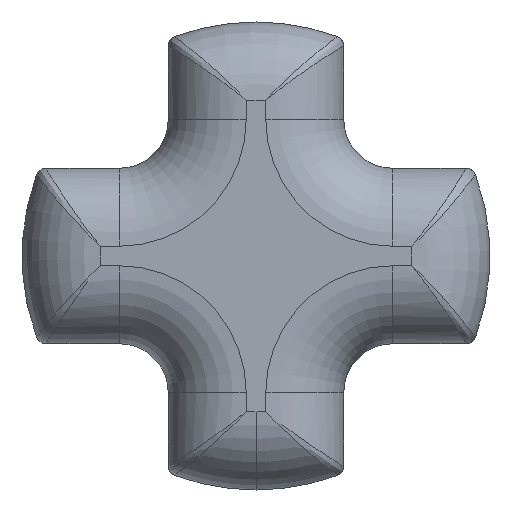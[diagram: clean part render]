
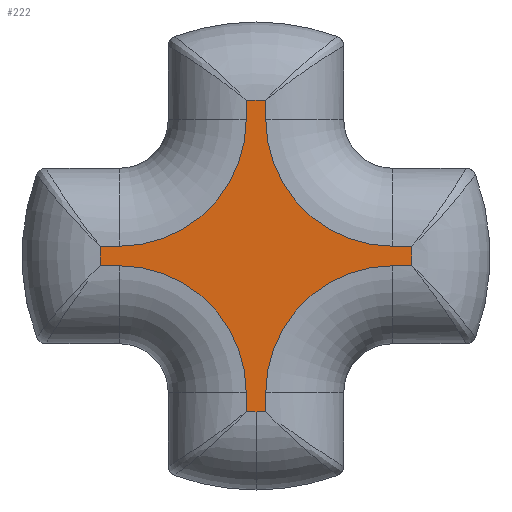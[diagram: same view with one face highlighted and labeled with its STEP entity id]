
A CAD part, left-side view. The second image highlights one B-rep face of the part: STEP entity #222.
In plain terms, the highlighted planar face has unit normal (-1, 0, 0).
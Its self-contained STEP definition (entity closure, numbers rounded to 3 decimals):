
#22 = EDGE_CURVE ( 'NONE', #2379, #40, #1834, .T. ) ;
#40 = VERTEX_POINT ( 'NONE', #2407 ) ;
#48 = VERTEX_POINT ( 'NONE', #1436 ) ;
#66 = VERTEX_POINT ( 'NONE', #1626 ) ;
#91 = DIRECTION ( 'NONE',  ( -1., 0., 0. ) ) ;
#120 = CARTESIAN_POINT ( 'NONE',  ( 0., 1.597, -0.1 ) ) ;
#132 = ORIENTED_EDGE ( 'NONE', *, *, #229, .T. ) ;
#148 = VECTOR ( 'NONE', #1078, 1000. ) ;
#155 = DIRECTION ( 'NONE',  ( 0., 0., -1. ) ) ;
#171 = DIRECTION ( 'NONE',  ( -1., 0., 0. ) ) ;
#222 = ADVANCED_FACE ( 'NONE', ( #1411 ), #929, .F. ) ;
#226 = VERTEX_POINT ( 'NONE', #537 ) ;
#229 = EDGE_CURVE ( 'NONE', #1091, #226, #372, .T. ) ;
#250 = EDGE_CURVE ( 'NONE', #1577, #1170, #1223, .T. ) ;
#255 = VERTEX_POINT ( 'NONE', #1189 ) ;
#257 = VECTOR ( 'NONE', #1036, 1000. ) ;
#312 = CIRCLE ( 'NONE', #836, 1.6 ) ;
#313 = EDGE_CURVE ( 'NONE', #66, #1290, #312, .T. ) ;
#334 = ORIENTED_EDGE ( 'NONE', *, *, #1566, .T. ) ;
#336 = CARTESIAN_POINT ( 'NONE',  ( 0., 1.4, 1.4 ) ) ;
#354 = VECTOR ( 'NONE', #1987, 1000. ) ;
#358 = ORIENTED_EDGE ( 'NONE', *, *, #1711, .T. ) ;
#365 = EDGE_CURVE ( 'NONE', #1520, #1725, #2129, .T. ) ;
#372 = LINE ( 'NONE', #1524, #1797 ) ;
#425 = CARTESIAN_POINT ( 'NONE',  ( 0., 0.1, 0. ) ) ;
#433 = CARTESIAN_POINT ( 'NONE',  ( 0., 1.4, 0.1 ) ) ;
#450 = CARTESIAN_POINT ( 'NONE',  ( 0., 0., -1.6 ) ) ;
#478 = AXIS2_PLACEMENT_3D ( 'NONE', #496, #1857, #691 ) ;
#496 = CARTESIAN_POINT ( 'NONE',  ( 0., 0., 0. ) ) ;
#520 = DIRECTION ( 'NONE',  ( 0., 0., -1. ) ) ;
#537 = CARTESIAN_POINT ( 'NONE',  ( 0., -0.1, 1.597 ) ) ;
#569 = ORIENTED_EDGE ( 'NONE', *, *, #1776, .T. ) ;
#593 = ORIENTED_EDGE ( 'NONE', *, *, #1913, .T. ) ;
#611 = CARTESIAN_POINT ( 'NONE',  ( 0., 0.1, 1.4 ) ) ;
#632 = CARTESIAN_POINT ( 'NONE',  ( 0., 0., -0.1 ) ) ;
#652 = ORIENTED_EDGE ( 'NONE', *, *, #1949, .T. ) ;
#667 = CARTESIAN_POINT ( 'NONE',  ( 0., -1.4, 1.4 ) ) ;
#668 = EDGE_CURVE ( 'NONE', #226, #1868, #2090, .T. ) ;
#679 = CARTESIAN_POINT ( 'NONE',  ( 0., -1.4, 0.1 ) ) ;
#681 = VERTEX_POINT ( 'NONE', #1467 ) ;
#691 = DIRECTION ( 'NONE',  ( 0., 0., -1. ) ) ;
#694 = VECTOR ( 'NONE', #2509, 1000. ) ;
#698 = LINE ( 'NONE', #425, #1230 ) ;
#730 = DIRECTION ( 'NONE',  ( -1., 0., 0. ) ) ;
#732 = DIRECTION ( 'NONE',  ( 0., 0., 1. ) ) ;
#752 = AXIS2_PLACEMENT_3D ( 'NONE', #1012, #2384, #1214 ) ;
#836 = AXIS2_PLACEMENT_3D ( 'NONE', #1900, #730, #2091 ) ;
#840 = AXIS2_PLACEMENT_3D ( 'NONE', #667, #2022, #861 ) ;
#856 = CIRCLE ( 'NONE', #840, 1.3 ) ;
#861 = DIRECTION ( 'NONE',  ( 0., 0., -1. ) ) ;
#867 = CARTESIAN_POINT ( 'NONE',  ( 0., 1.4, -1.4 ) ) ;
#869 = ORIENTED_EDGE ( 'NONE', *, *, #2351, .T. ) ;
#894 = ORIENTED_EDGE ( 'NONE', *, *, #2423, .T. ) ;
#917 = VERTEX_POINT ( 'NONE', #1604 ) ;
#919 = CARTESIAN_POINT ( 'NONE',  ( 0., -1.597, 0.1 ) ) ;
#929 = PLANE ( 'NONE',  #954 ) ;
#954 = AXIS2_PLACEMENT_3D ( 'NONE', #2092, #1327, #155 ) ;
#1012 = CARTESIAN_POINT ( 'NONE',  ( 0., 0., 0. ) ) ;
#1016 = CARTESIAN_POINT ( 'NONE',  ( 0., -1.4, -1.4 ) ) ;
#1036 = DIRECTION ( 'NONE',  ( 0., 0., 1. ) ) ;
#1061 = DIRECTION ( 'NONE',  ( 0., 0., -1. ) ) ;
#1073 = ORIENTED_EDGE ( 'NONE', *, *, #22, .T. ) ;
#1078 = DIRECTION ( 'NONE',  ( 0., 1., 0. ) ) ;
#1091 = VERTEX_POINT ( 'NONE', #1246 ) ;
#1112 = DIRECTION ( 'NONE',  ( 0., 0., -1. ) ) ;
#1117 = DIRECTION ( 'NONE',  ( 0., -1., 0. ) ) ;
#1148 = CARTESIAN_POINT ( 'NONE',  ( 0., 0.1, -1.597 ) ) ;
#1149 = AXIS2_PLACEMENT_3D ( 'NONE', #1016, #2391, #1217 ) ;
#1170 = VERTEX_POINT ( 'NONE', #679 ) ;
#1189 = CARTESIAN_POINT ( 'NONE',  ( 0., 1.4, -0.1 ) ) ;
#1214 = DIRECTION ( 'NONE',  ( 0., 0., -1. ) ) ;
#1217 = DIRECTION ( 'NONE',  ( 0., 0., -1. ) ) ;
#1223 = LINE ( 'NONE', #1337, #694 ) ;
#1230 = VECTOR ( 'NONE', #1782, 1000. ) ;
#1238 = CARTESIAN_POINT ( 'NONE',  ( 0., -0.1, 0. ) ) ;
#1241 = CARTESIAN_POINT ( 'NONE',  ( 0., 0.1, 1.597 ) ) ;
#1246 = CARTESIAN_POINT ( 'NONE',  ( 0., -0.1, 1.4 ) ) ;
#1268 = CARTESIAN_POINT ( 'NONE',  ( 0., 0., 0. ) ) ;
#1290 = VERTEX_POINT ( 'NONE', #120 ) ;
#1327 = DIRECTION ( 'NONE',  ( 1., 0., 0. ) ) ;
#1337 = CARTESIAN_POINT ( 'NONE',  ( 0., 0., 0.1 ) ) ;
#1344 = CARTESIAN_POINT ( 'NONE',  ( 0., 0., 0. ) ) ;
#1346 = LINE ( 'NONE', #1238, #257 ) ;
#1366 = AXIS2_PLACEMENT_3D ( 'NONE', #1268, #91, #1464 ) ;
#1374 = EDGE_CURVE ( 'NONE', #1798, #681, #2167, .T. ) ;
#1388 = VERTEX_POINT ( 'NONE', #1148 ) ;
#1400 = ORIENTED_EDGE ( 'NONE', *, *, #250, .T. ) ;
#1411 = FACE_OUTER_BOUND ( 'NONE', #2197, .T. ) ;
#1417 = LINE ( 'NONE', #2285, #1859 ) ;
#1436 = CARTESIAN_POINT ( 'NONE',  ( 0., -0.1, -1.4 ) ) ;
#1464 = DIRECTION ( 'NONE',  ( 0., 0., -1. ) ) ;
#1467 = CARTESIAN_POINT ( 'NONE',  ( 0., -0.1, -1.597 ) ) ;
#1484 = AXIS2_PLACEMENT_3D ( 'NONE', #336, #1693, #520 ) ;
#1495 = CIRCLE ( 'NONE', #1149, 1.3 ) ;
#1499 = ORIENTED_EDGE ( 'NONE', *, *, #1691, .T. ) ;
#1510 = LINE ( 'NONE', #2078, #2485 ) ;
#1520 = VERTEX_POINT ( 'NONE', #611 ) ;
#1524 = CARTESIAN_POINT ( 'NONE',  ( 0., -0.1, 0. ) ) ;
#1540 = DIRECTION ( 'NONE',  ( 0., 0., -1. ) ) ;
#1566 = EDGE_CURVE ( 'NONE', #1290, #255, #1417, .T. ) ;
#1577 = VERTEX_POINT ( 'NONE', #919 ) ;
#1604 = CARTESIAN_POINT ( 'NONE',  ( 0., 0.1, -1.4 ) ) ;
#1626 = CARTESIAN_POINT ( 'NONE',  ( 0., 1.597, 0.1 ) ) ;
#1637 = AXIS2_PLACEMENT_3D ( 'NONE', #1344, #171, #1540 ) ;
#1677 = CIRCLE ( 'NONE', #1829, 1.3 ) ;
#1691 = EDGE_CURVE ( 'NONE', #917, #1388, #698, .T. ) ;
#1693 = DIRECTION ( 'NONE',  ( 1., 0., 0. ) ) ;
#1708 = LINE ( 'NONE', #2447, #148 ) ;
#1711 = EDGE_CURVE ( 'NONE', #40, #1577, #2200, .T. ) ;
#1725 = VERTEX_POINT ( 'NONE', #433 ) ;
#1776 = EDGE_CURVE ( 'NONE', #48, #2379, #1495, .T. ) ;
#1782 = DIRECTION ( 'NONE',  ( 0., 0., -1. ) ) ;
#1797 = VECTOR ( 'NONE', #732, 1000. ) ;
#1798 = VERTEX_POINT ( 'NONE', #450 ) ;
#1829 = AXIS2_PLACEMENT_3D ( 'NONE', #867, #2229, #1061 ) ;
#1834 = LINE ( 'NONE', #632, #354 ) ;
#1841 = CARTESIAN_POINT ( 'NONE',  ( 0., -1.4, -0.1 ) ) ;
#1857 = DIRECTION ( 'NONE',  ( -1., 0., 0. ) ) ;
#1859 = VECTOR ( 'NONE', #1117, 1000. ) ;
#1868 = VERTEX_POINT ( 'NONE', #1241 ) ;
#1900 = CARTESIAN_POINT ( 'NONE',  ( 0., 0., 0. ) ) ;
#1907 = ORIENTED_EDGE ( 'NONE', *, *, #365, .T. ) ;
#1913 = EDGE_CURVE ( 'NONE', #1170, #1091, #856, .T. ) ;
#1949 = EDGE_CURVE ( 'NONE', #1388, #1798, #2282, .T. ) ;
#1987 = DIRECTION ( 'NONE',  ( 0., -1., 0. ) ) ;
#1997 = EDGE_CURVE ( 'NONE', #1725, #66, #1708, .T. ) ;
#2022 = DIRECTION ( 'NONE',  ( 1., 0., 0. ) ) ;
#2078 = CARTESIAN_POINT ( 'NONE',  ( 0., 0.1, 0. ) ) ;
#2087 = ORIENTED_EDGE ( 'NONE', *, *, #668, .T. ) ;
#2090 = CIRCLE ( 'NONE', #478, 1.6 ) ;
#2091 = DIRECTION ( 'NONE',  ( 0., 0., -1. ) ) ;
#2092 = CARTESIAN_POINT ( 'NONE',  ( 0., 0., 0. ) ) ;
#2129 = CIRCLE ( 'NONE', #1484, 1.3 ) ;
#2167 = CIRCLE ( 'NONE', #1637, 1.6 ) ;
#2173 = ORIENTED_EDGE ( 'NONE', *, *, #2293, .T. ) ;
#2197 = EDGE_LOOP ( 'NONE', ( #2173, #569, #1073, #358, #1400, #593, #132, #2087, #894, #1907, #2459, #2302, #334, #869, #1499, #652, #2472 ) ) ;
#2200 = CIRCLE ( 'NONE', #752, 1.6 ) ;
#2229 = DIRECTION ( 'NONE',  ( 1., 0., 0. ) ) ;
#2282 = CIRCLE ( 'NONE', #1366, 1.6 ) ;
#2285 = CARTESIAN_POINT ( 'NONE',  ( 0., 0., -0.1 ) ) ;
#2293 = EDGE_CURVE ( 'NONE', #681, #48, #1346, .T. ) ;
#2302 = ORIENTED_EDGE ( 'NONE', *, *, #313, .T. ) ;
#2351 = EDGE_CURVE ( 'NONE', #255, #917, #1677, .T. ) ;
#2379 = VERTEX_POINT ( 'NONE', #1841 ) ;
#2384 = DIRECTION ( 'NONE',  ( -1., 0., 0. ) ) ;
#2391 = DIRECTION ( 'NONE',  ( 1., 0., 0. ) ) ;
#2407 = CARTESIAN_POINT ( 'NONE',  ( 0., -1.597, -0.1 ) ) ;
#2423 = EDGE_CURVE ( 'NONE', #1868, #1520, #1510, .T. ) ;
#2447 = CARTESIAN_POINT ( 'NONE',  ( 0., 0., 0.1 ) ) ;
#2459 = ORIENTED_EDGE ( 'NONE', *, *, #1997, .T. ) ;
#2472 = ORIENTED_EDGE ( 'NONE', *, *, #1374, .T. ) ;
#2485 = VECTOR ( 'NONE', #1112, 1000. ) ;
#2509 = DIRECTION ( 'NONE',  ( 0., 1., 0. ) ) ;
